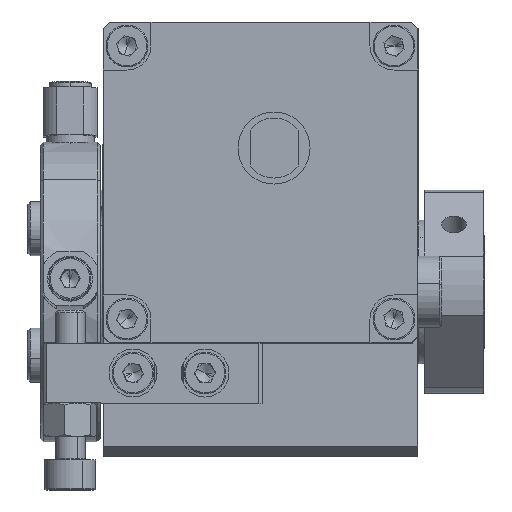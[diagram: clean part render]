
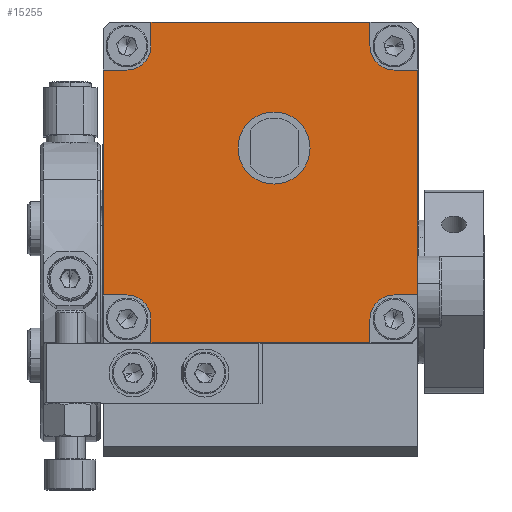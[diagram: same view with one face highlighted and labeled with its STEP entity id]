
A CAD part, left-side view. The second image highlights one B-rep face of the part: STEP entity #15255.
In plain terms, the highlighted face is planar.
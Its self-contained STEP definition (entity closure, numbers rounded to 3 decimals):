
#683 = FACE_BOUND ( 'NONE', #2389, .T. ) ;
#689 = FACE_OUTER_BOUND ( 'NONE', #1970, .T. ) ;
#1970 = EDGE_LOOP ( 'NONE', ( #19844, #19845, #19846, #19847, #19848, #19849, #19850, #19851, #19852, #19853, #19854, #19855, #19856, #19857, #19858, #19859 ) ) ;
#2389 = EDGE_LOOP ( 'NONE', ( #19842, #19843 ) ) ;
#3896 = LINE ( 'NONE', #8637, #4276 ) ;
#4016 = CIRCLE ( 'NONE', #7411, 4. ) ;
#4045 = VECTOR ( 'NONE', #8908, 1000. ) ;
#4097 = LINE ( 'NONE', #8752, #4368 ) ;
#4110 = LINE ( 'NONE', #8895, #4165 ) ;
#4114 = LINE ( 'NONE', #8877, #4135 ) ;
#4127 = LINE ( 'NONE', #8829, #4045 ) ;
#4135 = VECTOR ( 'NONE', #8842, 1000. ) ;
#4165 = VECTOR ( 'NONE', #8875, 1000. ) ;
#4210 = LINE ( 'NONE', #8889, #4383 ) ;
#4276 = VECTOR ( 'NONE', #8897, 1000. ) ;
#4290 = LINE ( 'NONE', #8856, #4366 ) ;
#4291 = LINE ( 'NONE', #8843, #4364 ) ;
#4293 = CIRCLE ( 'NONE', #7407, 4. ) ;
#4310 = LINE ( 'NONE', #8903, #4430 ) ;
#4327 = VECTOR ( 'NONE', #8819, 1000. ) ;
#4331 = LINE ( 'NONE', #8605, #4424 ) ;
#4358 = LINE ( 'NONE', #8845, #4327 ) ;
#4364 = VECTOR ( 'NONE', #8862, 1000. ) ;
#4366 = VECTOR ( 'NONE', #8831, 1000. ) ;
#4368 = VECTOR ( 'NONE', #8597, 1000. ) ;
#4378 = CIRCLE ( 'NONE', #7404, 5.1 ) ;
#4383 = VECTOR ( 'NONE', #8863, 1000. ) ;
#4386 = LINE ( 'NONE', #8849, #4411 ) ;
#4411 = VECTOR ( 'NONE', #8860, 1000. ) ;
#4424 = VECTOR ( 'NONE', #8618, 1000. ) ;
#4430 = VECTOR ( 'NONE', #8834, 1000. ) ;
#4435 = CIRCLE ( 'NONE', #7408, 4. ) ;
#4454 = CIRCLE ( 'NONE', #7391, 5.1 ) ;
#4456 = CIRCLE ( 'NONE', #7410, 4. ) ;
#6561 = CARTESIAN_POINT ( 'NONE',  ( 18.75, 22.25, 0. ) ) ;
#6578 = CARTESIAN_POINT ( 'NONE',  ( -0.65, 2.25, 0. ) ) ;
#6608 = CARTESIAN_POINT ( 'NONE',  ( -26.75, 18.25, 0. ) ) ;
#6620 = CARTESIAN_POINT ( 'NONE',  ( -18.75, -22.25, 0. ) ) ;
#6652 = CARTESIAN_POINT ( 'NONE',  ( 18.75, -22.25, 0. ) ) ;
#6663 = CARTESIAN_POINT ( 'NONE',  ( 26.75, 18.25, 0. ) ) ;
#6678 = CARTESIAN_POINT ( 'NONE',  ( 18.75, -26.25, 0. ) ) ;
#6685 = CARTESIAN_POINT ( 'NONE',  ( 18.75, 26.25, 0. ) ) ;
#6706 = CARTESIAN_POINT ( 'NONE',  ( -18.75, 26.25, 0. ) ) ;
#6729 = CARTESIAN_POINT ( 'NONE',  ( -22.75, -18.25, 0. ) ) ;
#6747 = CARTESIAN_POINT ( 'NONE',  ( 22.75, 18.25, 0. ) ) ;
#6765 = CARTESIAN_POINT ( 'NONE',  ( -10.85, 2.25, 0. ) ) ;
#6802 = CARTESIAN_POINT ( 'NONE',  ( -26.75, -18.25, 0. ) ) ;
#6820 = CARTESIAN_POINT ( 'NONE',  ( -18.75, -26.25, 0. ) ) ;
#6821 = CARTESIAN_POINT ( 'NONE',  ( 22.75, -18.25, 0. ) ) ;
#6840 = CARTESIAN_POINT ( 'NONE',  ( -18.75, 22.25, 0. ) ) ;
#6843 = CARTESIAN_POINT ( 'NONE',  ( 26.75, -18.25, 0. ) ) ;
#6856 = CARTESIAN_POINT ( 'NONE',  ( -22.75, 18.25, 0. ) ) ;
#7391 = AXIS2_PLACEMENT_3D ( 'NONE', #8771, #8728, #8566 ) ;
#7404 = AXIS2_PLACEMENT_3D ( 'NONE', #8830, #8907, #8872 ) ;
#7407 = AXIS2_PLACEMENT_3D ( 'NONE', #8878, #8910, #8835 ) ;
#7408 = AXIS2_PLACEMENT_3D ( 'NONE', #8905, #8869, #8874 ) ;
#7410 = AXIS2_PLACEMENT_3D ( 'NONE', #8916, #8901, #8807 ) ;
#7411 = AXIS2_PLACEMENT_3D ( 'NONE', #8886, #8871, #8909 ) ;
#7858 = EDGE_CURVE ( 'NONE', #18858, #18669, #4454, .T. ) ;
#7892 = EDGE_CURVE ( 'NONE', #18936, #18756, #4097, .T. ) ;
#7899 = EDGE_CURVE ( 'NONE', #18913, #18771, #4331, .T. ) ;
#7912 = EDGE_CURVE ( 'NONE', #18701, #18895, #3896, .T. ) ;
#7918 = EDGE_CURVE ( 'NONE', #18778, #18799, #4127, .T. ) ;
#7924 = EDGE_CURVE ( 'NONE', #18936, #18914, #4290, .T. ) ;
#7925 = EDGE_CURVE ( 'NONE', #18914, #18745, #4435, .T. ) ;
#7926 = EDGE_CURVE ( 'NONE', #18840, #18756, #4386, .T. ) ;
#7927 = EDGE_CURVE ( 'NONE', #18778, #18668, #4110, .T. ) ;
#7928 = EDGE_CURVE ( 'NONE', #18669, #18858, #4378, .T. ) ;
#7929 = EDGE_CURVE ( 'NONE', #18745, #18771, #4210, .T. ) ;
#7930 = EDGE_CURVE ( 'NONE', #18701, #18949, #4114, .T. ) ;
#7931 = EDGE_CURVE ( 'NONE', #18668, #18840, #4293, .T. ) ;
#7932 = EDGE_CURVE ( 'NONE', #18933, #18799, #4291, .T. ) ;
#7933 = EDGE_CURVE ( 'NONE', #18913, #18713, #4358, .T. ) ;
#7934 = EDGE_CURVE ( 'NONE', #18949, #18933, #4456, .T. ) ;
#7935 = EDGE_CURVE ( 'NONE', #18822, #18895, #4310, .T. ) ;
#7938 = EDGE_CURVE ( 'NONE', #18713, #18822, #4016, .T. ) ;
#8566 = DIRECTION ( 'NONE',  ( 1., 0., 0. ) ) ;
#8597 = DIRECTION ( 'NONE',  ( 0., 1., 0. ) ) ;
#8605 = CARTESIAN_POINT ( 'NONE',  ( -26.75, -26.25, 0. ) ) ;
#8618 = DIRECTION ( 'NONE',  ( 1., 0., 0. ) ) ;
#8637 = CARTESIAN_POINT ( 'NONE',  ( -26.75, -26.25, 0. ) ) ;
#8728 = DIRECTION ( 'NONE',  ( 0., 0., 1. ) ) ;
#8752 = CARTESIAN_POINT ( 'NONE',  ( 26.75, -26.25, 0. ) ) ;
#8771 = CARTESIAN_POINT ( 'NONE',  ( -5.75, 2.25, 0. ) ) ;
#8807 = DIRECTION ( 'NONE',  ( -1., 0., 0. ) ) ;
#8819 = DIRECTION ( 'NONE',  ( 0., 1., 0. ) ) ;
#8829 = CARTESIAN_POINT ( 'NONE',  ( -26.75, 26.25, 0. ) ) ;
#8830 = CARTESIAN_POINT ( 'NONE',  ( -5.75, 2.25, 0. ) ) ;
#8831 = DIRECTION ( 'NONE',  ( -1., 0., 0. ) ) ;
#8834 = DIRECTION ( 'NONE',  ( -1., 0., 0. ) ) ;
#8835 = DIRECTION ( 'NONE',  ( -1., 0., 0. ) ) ;
#8842 = DIRECTION ( 'NONE',  ( 1., 0., 0. ) ) ;
#8843 = CARTESIAN_POINT ( 'NONE',  ( -18.75, 26.25, 0. ) ) ;
#8845 = CARTESIAN_POINT ( 'NONE',  ( -18.75, -26.25, 0. ) ) ;
#8849 = CARTESIAN_POINT ( 'NONE',  ( 26.75, 18.25, 0. ) ) ;
#8856 = CARTESIAN_POINT ( 'NONE',  ( 26.75, -18.25, 0. ) ) ;
#8860 = DIRECTION ( 'NONE',  ( 1., 0., 0. ) ) ;
#8862 = DIRECTION ( 'NONE',  ( 0., 1., 0. ) ) ;
#8863 = DIRECTION ( 'NONE',  ( 0., -1., 0. ) ) ;
#8869 = DIRECTION ( 'NONE',  ( 0., 0., 1. ) ) ;
#8871 = DIRECTION ( 'NONE',  ( 0., 0., 1. ) ) ;
#8872 = DIRECTION ( 'NONE',  ( 1., 0., 0. ) ) ;
#8874 = DIRECTION ( 'NONE',  ( 1., 0., 0. ) ) ;
#8875 = DIRECTION ( 'NONE',  ( 0., -1., 0. ) ) ;
#8877 = CARTESIAN_POINT ( 'NONE',  ( -26.75, 18.25, 0. ) ) ;
#8878 = CARTESIAN_POINT ( 'NONE',  ( 22.75, 22.25, 0. ) ) ;
#8886 = CARTESIAN_POINT ( 'NONE',  ( -22.75, -22.25, 0. ) ) ;
#8889 = CARTESIAN_POINT ( 'NONE',  ( 18.75, -26.25, 0. ) ) ;
#8895 = CARTESIAN_POINT ( 'NONE',  ( 18.75, 26.25, 0. ) ) ;
#8897 = DIRECTION ( 'NONE',  ( 0., -1., 0. ) ) ;
#8901 = DIRECTION ( 'NONE',  ( 0., 0., 1. ) ) ;
#8903 = CARTESIAN_POINT ( 'NONE',  ( -26.75, -18.25, 0. ) ) ;
#8905 = CARTESIAN_POINT ( 'NONE',  ( 22.75, -22.25, 0. ) ) ;
#8907 = DIRECTION ( 'NONE',  ( 0., 0., 1. ) ) ;
#8908 = DIRECTION ( 'NONE',  ( -1., 0., 0. ) ) ;
#8909 = DIRECTION ( 'NONE',  ( -1., 0., 0. ) ) ;
#8910 = DIRECTION ( 'NONE',  ( 0., 0., 1. ) ) ;
#8916 = CARTESIAN_POINT ( 'NONE',  ( -22.75, 22.25, 0. ) ) ;
#12297 = CARTESIAN_POINT ( 'NONE',  ( 26.75, 26.25, 0. ) ) ;
#12306 = PLANE ( 'NONE',  #21175 ) ;
#12307 = DIRECTION ( 'NONE',  ( 0., 0., -1. ) ) ;
#12308 = DIRECTION ( 'NONE',  ( -1., 0., 0. ) ) ;
#15255 = ADVANCED_FACE ( 'NONE', ( #683, #689 ), #12306, .F. ) ;
#18668 = VERTEX_POINT ( 'NONE', #6561 ) ;
#18669 = VERTEX_POINT ( 'NONE', #6578 ) ;
#18701 = VERTEX_POINT ( 'NONE', #6608 ) ;
#18713 = VERTEX_POINT ( 'NONE', #6620 ) ;
#18745 = VERTEX_POINT ( 'NONE', #6652 ) ;
#18756 = VERTEX_POINT ( 'NONE', #6663 ) ;
#18771 = VERTEX_POINT ( 'NONE', #6678 ) ;
#18778 = VERTEX_POINT ( 'NONE', #6685 ) ;
#18799 = VERTEX_POINT ( 'NONE', #6706 ) ;
#18822 = VERTEX_POINT ( 'NONE', #6729 ) ;
#18840 = VERTEX_POINT ( 'NONE', #6747 ) ;
#18858 = VERTEX_POINT ( 'NONE', #6765 ) ;
#18895 = VERTEX_POINT ( 'NONE', #6802 ) ;
#18913 = VERTEX_POINT ( 'NONE', #6820 ) ;
#18914 = VERTEX_POINT ( 'NONE', #6821 ) ;
#18933 = VERTEX_POINT ( 'NONE', #6840 ) ;
#18936 = VERTEX_POINT ( 'NONE', #6843 ) ;
#18949 = VERTEX_POINT ( 'NONE', #6856 ) ;
#19842 = ORIENTED_EDGE ( 'NONE', *, *, #7928, .F. ) ;
#19843 = ORIENTED_EDGE ( 'NONE', *, *, #7858, .F. ) ;
#19844 = ORIENTED_EDGE ( 'NONE', *, *, #7899, .T. ) ;
#19845 = ORIENTED_EDGE ( 'NONE', *, *, #7929, .F. ) ;
#19846 = ORIENTED_EDGE ( 'NONE', *, *, #7925, .F. ) ;
#19847 = ORIENTED_EDGE ( 'NONE', *, *, #7924, .F. ) ;
#19848 = ORIENTED_EDGE ( 'NONE', *, *, #7892, .T. ) ;
#19849 = ORIENTED_EDGE ( 'NONE', *, *, #7926, .F. ) ;
#19850 = ORIENTED_EDGE ( 'NONE', *, *, #7931, .F. ) ;
#19851 = ORIENTED_EDGE ( 'NONE', *, *, #7927, .F. ) ;
#19852 = ORIENTED_EDGE ( 'NONE', *, *, #7918, .T. ) ;
#19853 = ORIENTED_EDGE ( 'NONE', *, *, #7932, .F. ) ;
#19854 = ORIENTED_EDGE ( 'NONE', *, *, #7934, .F. ) ;
#19855 = ORIENTED_EDGE ( 'NONE', *, *, #7930, .F. ) ;
#19856 = ORIENTED_EDGE ( 'NONE', *, *, #7912, .T. ) ;
#19857 = ORIENTED_EDGE ( 'NONE', *, *, #7935, .F. ) ;
#19858 = ORIENTED_EDGE ( 'NONE', *, *, #7938, .F. ) ;
#19859 = ORIENTED_EDGE ( 'NONE', *, *, #7933, .F. ) ;
#21175 = AXIS2_PLACEMENT_3D ( 'NONE', #12297, #12307, #12308 ) ;
